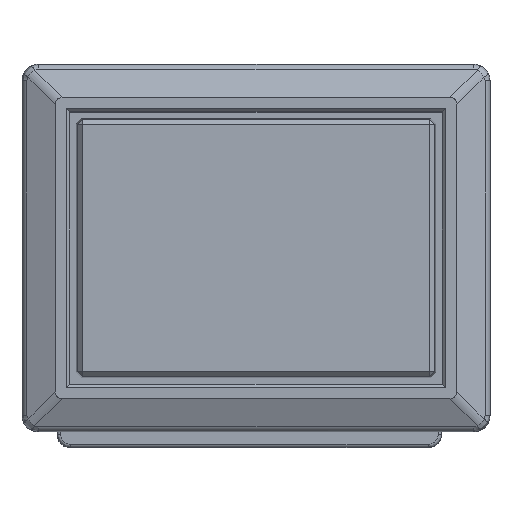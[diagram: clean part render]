
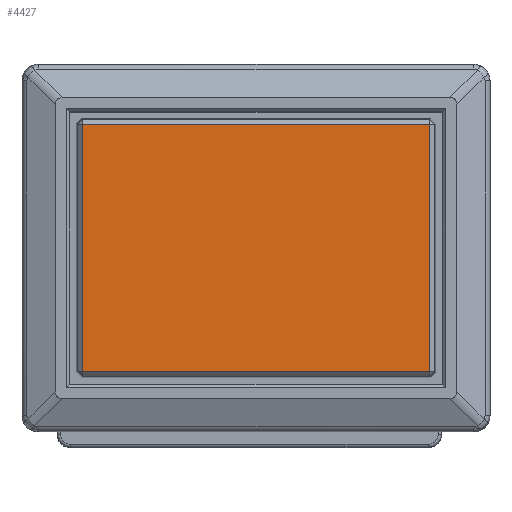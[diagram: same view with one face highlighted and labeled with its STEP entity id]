
A CAD part, top view. The second image highlights one B-rep face of the part: STEP entity #4427.
In plain terms, the highlighted face is planar.
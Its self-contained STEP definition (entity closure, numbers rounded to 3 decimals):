
#51 = EDGE_LOOP ( 'NONE', ( #546, #1385, #17430, #10837 ) ) ;
#546 = ORIENTED_EDGE ( 'NONE', *, *, #6632, .F. ) ;
#1147 = VERTEX_POINT ( 'NONE', #9103 ) ;
#1284 = VERTEX_POINT ( 'NONE', #5465 ) ;
#1344 = CARTESIAN_POINT ( 'NONE',  ( 10.396, 0., 0. ) ) ;
#1385 = ORIENTED_EDGE ( 'NONE', *, *, #6345, .F. ) ;
#1632 = CARTESIAN_POINT ( 'NONE',  ( 0., 0., -7.396 ) ) ;
#1660 = EDGE_CURVE ( 'NONE', #1284, #1147, #3715, .T. ) ;
#1673 = VECTOR ( 'NONE', #9729, 1000. ) ;
#3715 = LINE ( 'NONE', #9250, #9964 ) ;
#4194 = CARTESIAN_POINT ( 'NONE',  ( 0., 0., 7.396 ) ) ;
#4427 = ADVANCED_FACE ( 'NONE', ( #6270 ), #11766, .F. ) ;
#4890 = DIRECTION ( 'NONE',  ( 0., -1., 0. ) ) ;
#5324 = VERTEX_POINT ( 'NONE', #16500 ) ;
#5465 = CARTESIAN_POINT ( 'NONE',  ( -10.396, 0., 7.396 ) ) ;
#6270 = FACE_OUTER_BOUND ( 'NONE', #51, .T. ) ;
#6345 = EDGE_CURVE ( 'NONE', #1147, #15552, #14040, .T. ) ;
#6632 = EDGE_CURVE ( 'NONE', #15552, #5324, #13754, .T. ) ;
#6887 = DIRECTION ( 'NONE',  ( 0., 0., 1. ) ) ;
#7176 = DIRECTION ( 'NONE',  ( 1., 0., 0. ) ) ;
#9103 = CARTESIAN_POINT ( 'NONE',  ( -10.396, 0., -7.396 ) ) ;
#9106 = VECTOR ( 'NONE', #6887, 1000. ) ;
#9250 = CARTESIAN_POINT ( 'NONE',  ( -10.396, 0., 0. ) ) ;
#9719 = EDGE_CURVE ( 'NONE', #1284, #5324, #16582, .T. ) ;
#9729 = DIRECTION ( 'NONE',  ( 1., 0., 0. ) ) ;
#9964 = VECTOR ( 'NONE', #14760, 1000. ) ;
#10422 = DIRECTION ( 'NONE',  ( 0., 0., -1. ) ) ;
#10462 = VECTOR ( 'NONE', #7176, 1000. ) ;
#10837 = ORIENTED_EDGE ( 'NONE', *, *, #9719, .T. ) ;
#11766 = PLANE ( 'NONE',  #15330 ) ;
#11824 = CARTESIAN_POINT ( 'NONE',  ( 10.396, 0., -7.396 ) ) ;
#13754 = LINE ( 'NONE', #1344, #9106 ) ;
#14040 = LINE ( 'NONE', #1632, #10462 ) ;
#14760 = DIRECTION ( 'NONE',  ( 0., 0., -1. ) ) ;
#15330 = AXIS2_PLACEMENT_3D ( 'NONE', #17283, #4890, #10422 ) ;
#15552 = VERTEX_POINT ( 'NONE', #11824 ) ;
#16500 = CARTESIAN_POINT ( 'NONE',  ( 10.396, 0., 7.396 ) ) ;
#16582 = LINE ( 'NONE', #4194, #1673 ) ;
#17283 = CARTESIAN_POINT ( 'NONE',  ( -10.396, 0., 7.396 ) ) ;
#17430 = ORIENTED_EDGE ( 'NONE', *, *, #1660, .F. ) ;
